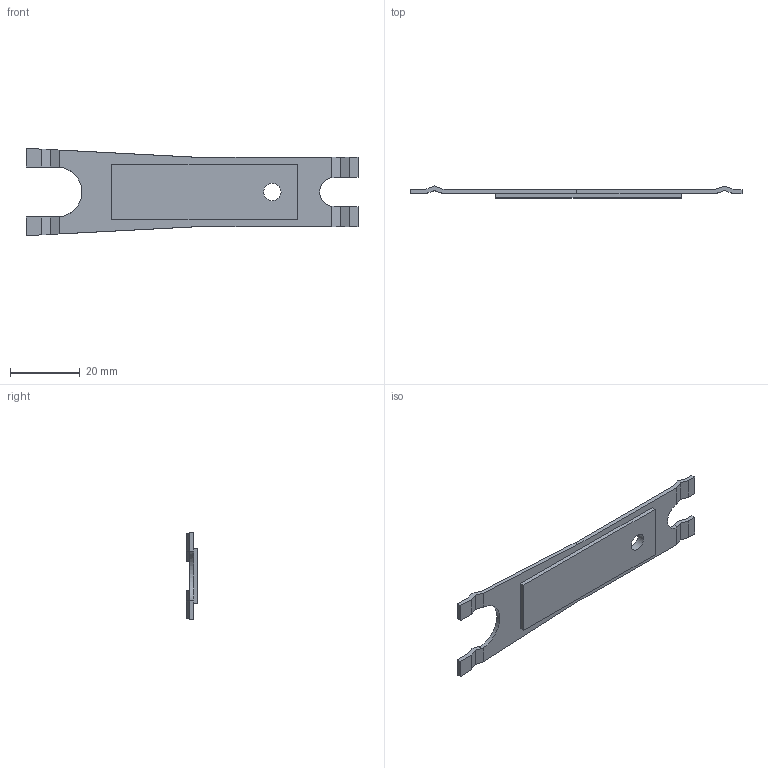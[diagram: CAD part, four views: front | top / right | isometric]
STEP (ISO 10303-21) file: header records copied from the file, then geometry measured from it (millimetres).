
FILE_DESCRIPTION (( 'STEP AP214' ), '1' );
FILE_NAME ('CMV-ACC07.STEP', '2014-12-10T18:22:09', ( '' ), ( '' ), 'SwSTEP 2.0', 'SolidWorks 2013', '' );
FILE_SCHEMA (( 'AUTOMOTIVE_DESIGN' ));
Length unit declared in the file: millimetre
Products named in the file (1): CMV-ACC07
Bounding box: 95 x 3.4 x 25 mm (x, y, z)
Volume: 2917.9 mm3; surface area: 4034.6 mm2
Topology: 10 solids, 10 shells, 158 faces, 409 edges, 273 vertices
Faces by surface type: plane 112, bspline 43, cylinder 3
Full cylindrical faces by diameter (mm): 5 x1
Entity records: 8311 total; most frequent: CARTESIAN_POINT 3457, ORIENTED_EDGE 814, DIRECTION 551, EDGE_CURVE 407, LINE 307, VECTOR 307, VERTEX_POINT 272, EDGE_LOOP 167
